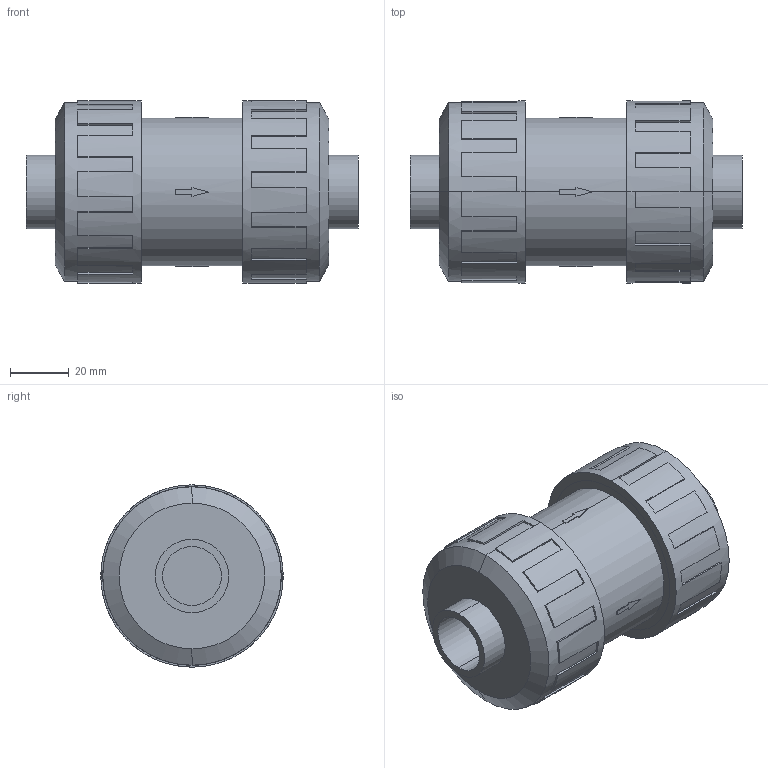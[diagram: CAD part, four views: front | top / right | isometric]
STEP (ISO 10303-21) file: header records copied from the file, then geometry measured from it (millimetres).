
FILE_DESCRIPTION(('STEP AP214'),'1');
FILE_NAME('cctmp_C9D9B213-81E2-4B8C-BAC1-D9B74CA00D59_2021_10_22_14_31_22_0001..stp','2021-10-22T12:31:22',('Praher Valves GmbH'),('CADClick - www.CADClick.com'),'Spatial InterOp 3D',' ','unknown authorization');
FILE_SCHEMA(('AUTOMOTIVE_DESIGN'));
Length unit declared in the file: millimetre
Products named in the file (1): 121678
Bounding box: 113 x 62 x 62 mm (x, y, z)
Volume: 234556.1 mm3; surface area: 50819.1 mm2
Topology: 1 solids, 3 shells, 204 faces, 538 edges, 354 vertices
Faces by surface type: plane 162, cylinder 38, cone 4
Entity records: 8016 total; most frequent: DIRECTION 1154, CARTESIAN_POINT 1097, ORIENTED_EDGE 1076, EDGE_CURVE 538, AXIS2_PLACEMENT_3D 411, VERTEX_POINT 354, LINE 332, VECTOR 332
